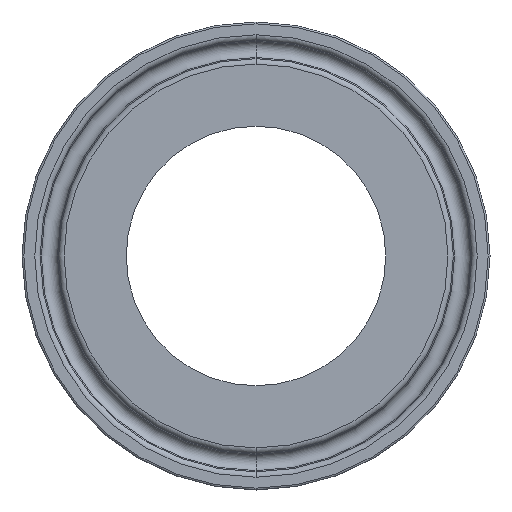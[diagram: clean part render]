
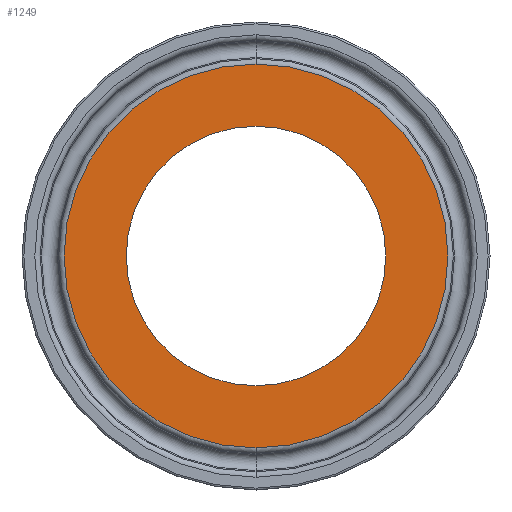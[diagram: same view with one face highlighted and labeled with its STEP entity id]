
A CAD part, front view. The second image highlights one B-rep face of the part: STEP entity #1249.
In plain terms, the highlighted planar face has unit normal (0, -1, 0).
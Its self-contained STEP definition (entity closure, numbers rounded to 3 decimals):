
#43 = VERTEX_POINT ( 'NONE', #1664 ) ;
#45 = AXIS2_PLACEMENT_3D ( 'NONE', #1569, #830, #841 ) ;
#49 = AXIS2_PLACEMENT_3D ( 'NONE', #64, #690, #1127 ) ;
#64 = CARTESIAN_POINT ( 'NONE',  ( 0., 0., 0. ) ) ;
#161 = FACE_BOUND ( 'NONE', #510, .T. ) ;
#177 = ORIENTED_EDGE ( 'NONE', *, *, #1272, .T. ) ;
#201 = CARTESIAN_POINT ( 'NONE',  ( 0., 0., 17.75 ) ) ;
#357 = DIRECTION ( 'NONE',  ( 0., 0., 1. ) ) ;
#384 = CIRCLE ( 'NONE', #920, 26.247 ) ;
#473 = CARTESIAN_POINT ( 'NONE',  ( 0., 0., 0. ) ) ;
#510 = EDGE_LOOP ( 'NONE', ( #1115, #177 ) ) ;
#516 = CIRCLE ( 'NONE', #1660, 17.75 ) ;
#608 = EDGE_LOOP ( 'NONE', ( #1611, #1158 ) ) ;
#624 = CARTESIAN_POINT ( 'NONE',  ( 0., 0., -17.75 ) ) ;
#676 = CIRCLE ( 'NONE', #49, 26.247 ) ;
#682 = CARTESIAN_POINT ( 'NONE',  ( 0., 0., -26.247 ) ) ;
#690 = DIRECTION ( 'NONE',  ( 0., -1., 0. ) ) ;
#699 = CIRCLE ( 'NONE', #45, 17.75 ) ;
#755 = VERTEX_POINT ( 'NONE', #624 ) ;
#830 = DIRECTION ( 'NONE',  ( 0., 1., 0. ) ) ;
#841 = DIRECTION ( 'NONE',  ( 0., 0., 1. ) ) ;
#919 = CARTESIAN_POINT ( 'NONE',  ( 0., 0., 0. ) ) ;
#920 = AXIS2_PLACEMENT_3D ( 'NONE', #473, #1442, #357 ) ;
#990 = EDGE_CURVE ( 'NONE', #43, #1938, #384, .T. ) ;
#1100 = DIRECTION ( 'NONE',  ( 0., 1., 0. ) ) ;
#1115 = ORIENTED_EDGE ( 'NONE', *, *, #1867, .T. ) ;
#1127 = DIRECTION ( 'NONE',  ( 0., 0., 1. ) ) ;
#1140 = CARTESIAN_POINT ( 'NONE',  ( 17.75, 0., 0. ) ) ;
#1145 = AXIS2_PLACEMENT_3D ( 'NONE', #1140, #1612, #1911 ) ;
#1158 = ORIENTED_EDGE ( 'NONE', *, *, #1604, .T. ) ;
#1249 = ADVANCED_FACE ( 'NONE', ( #2018, #161 ), #2027, .F. ) ;
#1272 = EDGE_CURVE ( 'NONE', #1982, #755, #699, .T. ) ;
#1442 = DIRECTION ( 'NONE',  ( 0., -1., 0. ) ) ;
#1554 = DIRECTION ( 'NONE',  ( 0., 0., 1. ) ) ;
#1569 = CARTESIAN_POINT ( 'NONE',  ( 0., 0., 0. ) ) ;
#1604 = EDGE_CURVE ( 'NONE', #1938, #43, #676, .T. ) ;
#1611 = ORIENTED_EDGE ( 'NONE', *, *, #990, .T. ) ;
#1612 = DIRECTION ( 'NONE',  ( 0., 1., 0. ) ) ;
#1660 = AXIS2_PLACEMENT_3D ( 'NONE', #919, #1100, #1554 ) ;
#1664 = CARTESIAN_POINT ( 'NONE',  ( 0., 0., 26.247 ) ) ;
#1867 = EDGE_CURVE ( 'NONE', #755, #1982, #516, .T. ) ;
#1911 = DIRECTION ( 'NONE',  ( 0., 0., 1. ) ) ;
#1938 = VERTEX_POINT ( 'NONE', #682 ) ;
#1982 = VERTEX_POINT ( 'NONE', #201 ) ;
#2018 = FACE_OUTER_BOUND ( 'NONE', #608, .T. ) ;
#2027 = PLANE ( 'NONE',  #1145 ) ;
